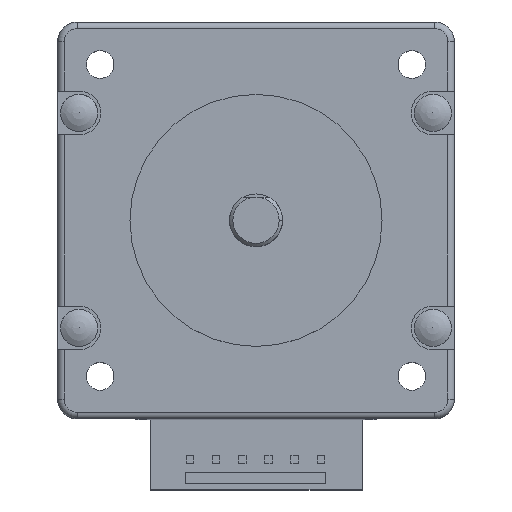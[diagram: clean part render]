
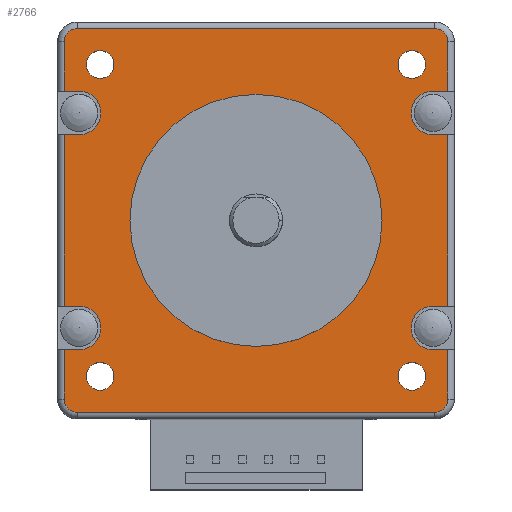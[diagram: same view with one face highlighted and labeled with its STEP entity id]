
A CAD part, top view. The second image highlights one B-rep face of the part: STEP entity #2766.
In plain terms, the highlighted planar face has unit normal (0, 0, 1).
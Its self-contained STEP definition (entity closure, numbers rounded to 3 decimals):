
#95=FACE_BOUND('',#365,.T.);
#96=FACE_BOUND('',#366,.T.);
#97=FACE_BOUND('',#367,.T.);
#98=FACE_BOUND('',#368,.T.);
#99=FACE_BOUND('',#369,.T.);
#119=PLANE('',#2962);
#202=FACE_OUTER_BOUND('',#364,.T.);
#364=EDGE_LOOP('',(#1952,#1953,#1954,#1955,#1956,#1957,#1958,#1959,#1960,
#1961,#1962,#1963,#1964,#1965,#1966,#1967,#1968,#1969,#1970,#1971,#1972,
#1973,#1974,#1975));
#365=EDGE_LOOP('',(#1976,#1977));
#366=EDGE_LOOP('',(#1978,#1979));
#367=EDGE_LOOP('',(#1980,#1981));
#368=EDGE_LOOP('',(#1982,#1983));
#369=EDGE_LOOP('',(#1984,#1985));
#553=CIRCLE('',#2961,3.3);
#554=CIRCLE('',#2963,2.);
#555=CIRCLE('',#2964,2.);
#556=CIRCLE('',#2965,3.3);
#557=CIRCLE('',#2966,3.3);
#558=CIRCLE('',#2967,2.);
#559=CIRCLE('',#2968,2.);
#560=CIRCLE('',#2969,3.3);
#561=CIRCLE('',#2970,19.05);
#562=CIRCLE('',#2971,19.05);
#563=CIRCLE('',#2972,2.1);
#564=CIRCLE('',#2973,2.1);
#565=CIRCLE('',#2974,2.1);
#566=CIRCLE('',#2975,2.1);
#567=CIRCLE('',#2976,2.1);
#568=CIRCLE('',#2977,2.1);
#569=CIRCLE('',#2978,2.1);
#570=CIRCLE('',#2979,2.1);
#707=LINE('',#4227,#969);
#708=LINE('',#4229,#970);
#709=LINE('',#4233,#971);
#710=LINE('',#4237,#972);
#711=LINE('',#4239,#973);
#712=LINE('',#4243,#974);
#713=LINE('',#4245,#975);
#714=LINE('',#4247,#976);
#715=LINE('',#4251,#977);
#716=LINE('',#4253,#978);
#717=LINE('',#4257,#979);
#718=LINE('',#4261,#980);
#719=LINE('',#4263,#981);
#720=LINE('',#4267,#982);
#721=LINE('',#4269,#983);
#722=LINE('',#4270,#984);
#969=VECTOR('',#3318,2.25);
#970=VECTOR('',#3319,7.45);
#971=VECTOR('',#3322,54.);
#972=VECTOR('',#3325,7.45);
#973=VECTOR('',#3326,2.25);
#974=VECTOR('',#3329,2.25);
#975=VECTOR('',#3330,25.9);
#976=VECTOR('',#3331,2.25);
#977=VECTOR('',#3334,2.25);
#978=VECTOR('',#3335,7.45);
#979=VECTOR('',#3338,54.);
#980=VECTOR('',#3341,7.45);
#981=VECTOR('',#3342,2.25);
#982=VECTOR('',#3345,2.25);
#983=VECTOR('',#3346,25.9);
#984=VECTOR('',#3347,2.25);
#1247=VERTEX_POINT('',#4220);
#1248=VERTEX_POINT('',#4221);
#1249=VERTEX_POINT('',#4226);
#1250=VERTEX_POINT('',#4228);
#1251=VERTEX_POINT('',#4230);
#1252=VERTEX_POINT('',#4232);
#1253=VERTEX_POINT('',#4234);
#1254=VERTEX_POINT('',#4236);
#1255=VERTEX_POINT('',#4238);
#1256=VERTEX_POINT('',#4240);
#1257=VERTEX_POINT('',#4242);
#1258=VERTEX_POINT('',#4244);
#1259=VERTEX_POINT('',#4246);
#1260=VERTEX_POINT('',#4248);
#1261=VERTEX_POINT('',#4250);
#1262=VERTEX_POINT('',#4252);
#1263=VERTEX_POINT('',#4254);
#1264=VERTEX_POINT('',#4256);
#1265=VERTEX_POINT('',#4258);
#1266=VERTEX_POINT('',#4260);
#1267=VERTEX_POINT('',#4262);
#1268=VERTEX_POINT('',#4264);
#1269=VERTEX_POINT('',#4266);
#1270=VERTEX_POINT('',#4268);
#1271=VERTEX_POINT('',#4271);
#1272=VERTEX_POINT('',#4272);
#1273=VERTEX_POINT('',#4275);
#1274=VERTEX_POINT('',#4276);
#1275=VERTEX_POINT('',#4279);
#1276=VERTEX_POINT('',#4280);
#1277=VERTEX_POINT('',#4283);
#1278=VERTEX_POINT('',#4284);
#1279=VERTEX_POINT('',#4287);
#1280=VERTEX_POINT('',#4288);
#1527=EDGE_CURVE('',#1247,#1248,#553,.T.);
#1530=EDGE_CURVE('',#1249,#1248,#707,.T.);
#1531=EDGE_CURVE('',#1249,#1250,#708,.T.);
#1532=EDGE_CURVE('',#1250,#1251,#554,.T.);
#1533=EDGE_CURVE('',#1251,#1252,#709,.T.);
#1534=EDGE_CURVE('',#1252,#1253,#555,.T.);
#1535=EDGE_CURVE('',#1253,#1254,#710,.T.);
#1536=EDGE_CURVE('',#1254,#1255,#711,.T.);
#1537=EDGE_CURVE('',#1256,#1255,#556,.T.);
#1538=EDGE_CURVE('',#1257,#1256,#712,.T.);
#1539=EDGE_CURVE('',#1257,#1258,#713,.T.);
#1540=EDGE_CURVE('',#1258,#1259,#714,.T.);
#1541=EDGE_CURVE('',#1259,#1260,#557,.T.);
#1542=EDGE_CURVE('',#1261,#1260,#715,.T.);
#1543=EDGE_CURVE('',#1261,#1262,#716,.T.);
#1544=EDGE_CURVE('',#1262,#1263,#558,.T.);
#1545=EDGE_CURVE('',#1263,#1264,#717,.T.);
#1546=EDGE_CURVE('',#1264,#1265,#559,.T.);
#1547=EDGE_CURVE('',#1265,#1266,#718,.T.);
#1548=EDGE_CURVE('',#1266,#1267,#719,.T.);
#1549=EDGE_CURVE('',#1268,#1267,#560,.T.);
#1550=EDGE_CURVE('',#1269,#1268,#720,.T.);
#1551=EDGE_CURVE('',#1269,#1270,#721,.T.);
#1552=EDGE_CURVE('',#1270,#1247,#722,.T.);
#1553=EDGE_CURVE('',#1271,#1272,#561,.T.);
#1554=EDGE_CURVE('',#1272,#1271,#562,.T.);
#1555=EDGE_CURVE('',#1273,#1274,#563,.T.);
#1556=EDGE_CURVE('',#1274,#1273,#564,.T.);
#1557=EDGE_CURVE('',#1275,#1276,#565,.T.);
#1558=EDGE_CURVE('',#1276,#1275,#566,.T.);
#1559=EDGE_CURVE('',#1277,#1278,#567,.T.);
#1560=EDGE_CURVE('',#1278,#1277,#568,.T.);
#1561=EDGE_CURVE('',#1279,#1280,#569,.T.);
#1562=EDGE_CURVE('',#1280,#1279,#570,.T.);
#1952=ORIENTED_EDGE('',*,*,#1527,.T.);
#1953=ORIENTED_EDGE('',*,*,#1530,.F.);
#1954=ORIENTED_EDGE('',*,*,#1531,.T.);
#1955=ORIENTED_EDGE('',*,*,#1532,.T.);
#1956=ORIENTED_EDGE('',*,*,#1533,.T.);
#1957=ORIENTED_EDGE('',*,*,#1534,.T.);
#1958=ORIENTED_EDGE('',*,*,#1535,.T.);
#1959=ORIENTED_EDGE('',*,*,#1536,.T.);
#1960=ORIENTED_EDGE('',*,*,#1537,.F.);
#1961=ORIENTED_EDGE('',*,*,#1538,.F.);
#1962=ORIENTED_EDGE('',*,*,#1539,.T.);
#1963=ORIENTED_EDGE('',*,*,#1540,.T.);
#1964=ORIENTED_EDGE('',*,*,#1541,.T.);
#1965=ORIENTED_EDGE('',*,*,#1542,.F.);
#1966=ORIENTED_EDGE('',*,*,#1543,.T.);
#1967=ORIENTED_EDGE('',*,*,#1544,.T.);
#1968=ORIENTED_EDGE('',*,*,#1545,.T.);
#1969=ORIENTED_EDGE('',*,*,#1546,.T.);
#1970=ORIENTED_EDGE('',*,*,#1547,.T.);
#1971=ORIENTED_EDGE('',*,*,#1548,.T.);
#1972=ORIENTED_EDGE('',*,*,#1549,.F.);
#1973=ORIENTED_EDGE('',*,*,#1550,.F.);
#1974=ORIENTED_EDGE('',*,*,#1551,.T.);
#1975=ORIENTED_EDGE('',*,*,#1552,.T.);
#1976=ORIENTED_EDGE('',*,*,#1553,.F.);
#1977=ORIENTED_EDGE('',*,*,#1554,.F.);
#1978=ORIENTED_EDGE('',*,*,#1555,.F.);
#1979=ORIENTED_EDGE('',*,*,#1556,.F.);
#1980=ORIENTED_EDGE('',*,*,#1557,.F.);
#1981=ORIENTED_EDGE('',*,*,#1558,.F.);
#1982=ORIENTED_EDGE('',*,*,#1559,.F.);
#1983=ORIENTED_EDGE('',*,*,#1560,.F.);
#1984=ORIENTED_EDGE('',*,*,#1561,.F.);
#1985=ORIENTED_EDGE('',*,*,#1562,.F.);
#2766=ADVANCED_FACE('',(#202,#95,#96,#97,#98,#99),#119,.F.);
#2961=AXIS2_PLACEMENT_3D('',#4222,#3312,#3313);
#2962=AXIS2_PLACEMENT_3D('',#4225,#3316,#3317);
#2963=AXIS2_PLACEMENT_3D('',#4231,#3320,#3321);
#2964=AXIS2_PLACEMENT_3D('',#4235,#3323,#3324);
#2965=AXIS2_PLACEMENT_3D('',#4241,#3327,#3328);
#2966=AXIS2_PLACEMENT_3D('',#4249,#3332,#3333);
#2967=AXIS2_PLACEMENT_3D('',#4255,#3336,#3337);
#2968=AXIS2_PLACEMENT_3D('',#4259,#3339,#3340);
#2969=AXIS2_PLACEMENT_3D('',#4265,#3343,#3344);
#2970=AXIS2_PLACEMENT_3D('',#4273,#3348,#3349);
#2971=AXIS2_PLACEMENT_3D('',#4274,#3350,#3351);
#2972=AXIS2_PLACEMENT_3D('',#4277,#3352,#3353);
#2973=AXIS2_PLACEMENT_3D('',#4278,#3354,#3355);
#2974=AXIS2_PLACEMENT_3D('',#4281,#3356,#3357);
#2975=AXIS2_PLACEMENT_3D('',#4282,#3358,#3359);
#2976=AXIS2_PLACEMENT_3D('',#4285,#3360,#3361);
#2977=AXIS2_PLACEMENT_3D('',#4286,#3362,#3363);
#2978=AXIS2_PLACEMENT_3D('',#4289,#3364,#3365);
#2979=AXIS2_PLACEMENT_3D('',#4290,#3366,#3367);
#3312=DIRECTION('center_axis',(0.,0.,-1.));
#3313=DIRECTION('ref_axis',(0.,-1.,0.));
#3316=DIRECTION('center_axis',(0.,0.,-1.));
#3317=DIRECTION('ref_axis',(0.,1.,0.));
#3318=DIRECTION('',(-1.,0.,0.));
#3319=DIRECTION('',(0.,1.,0.));
#3320=DIRECTION('center_axis',(0.,0.,1.));
#3321=DIRECTION('ref_axis',(1.,0.,0.));
#3322=DIRECTION('',(-1.,0.,0.));
#3323=DIRECTION('center_axis',(0.,0.,1.));
#3324=DIRECTION('ref_axis',(0.,1.,0.));
#3325=DIRECTION('',(0.,-1.,0.));
#3326=DIRECTION('',(1.,0.,0.));
#3327=DIRECTION('center_axis',(0.,0.,1.));
#3328=DIRECTION('ref_axis',(0.,-1.,0.));
#3329=DIRECTION('',(1.,0.,0.));
#3330=DIRECTION('',(0.,-1.,0.));
#3331=DIRECTION('',(1.,0.,0.));
#3332=DIRECTION('center_axis',(0.,0.,-1.));
#3333=DIRECTION('ref_axis',(0.,1.,0.));
#3334=DIRECTION('',(1.,0.,0.));
#3335=DIRECTION('',(0.,-1.,0.));
#3336=DIRECTION('center_axis',(0.,0.,1.));
#3337=DIRECTION('ref_axis',(-1.,0.,0.));
#3338=DIRECTION('',(1.,0.,0.));
#3339=DIRECTION('center_axis',(0.,0.,1.));
#3340=DIRECTION('ref_axis',(0.,-1.,0.));
#3341=DIRECTION('',(0.,1.,0.));
#3342=DIRECTION('',(-1.,0.,0.));
#3343=DIRECTION('center_axis',(0.,0.,1.));
#3344=DIRECTION('ref_axis',(0.,1.,0.));
#3345=DIRECTION('',(-1.,0.,0.));
#3346=DIRECTION('',(0.,1.,0.));
#3347=DIRECTION('',(-1.,0.,0.));
#3348=DIRECTION('center_axis',(0.,0.,1.));
#3349=DIRECTION('ref_axis',(-1.,0.,0.));
#3350=DIRECTION('center_axis',(0.,0.,1.));
#3351=DIRECTION('ref_axis',(-1.,0.,0.));
#3352=DIRECTION('center_axis',(0.,0.,1.));
#3353=DIRECTION('ref_axis',(-1.,0.,0.));
#3354=DIRECTION('center_axis',(0.,0.,1.));
#3355=DIRECTION('ref_axis',(-1.,0.,0.));
#3356=DIRECTION('center_axis',(0.,0.,1.));
#3357=DIRECTION('ref_axis',(0.,-1.,0.));
#3358=DIRECTION('center_axis',(0.,0.,1.));
#3359=DIRECTION('ref_axis',(0.,-1.,0.));
#3360=DIRECTION('center_axis',(0.,0.,1.));
#3361=DIRECTION('ref_axis',(1.,0.,0.));
#3362=DIRECTION('center_axis',(0.,0.,1.));
#3363=DIRECTION('ref_axis',(1.,0.,0.));
#3364=DIRECTION('center_axis',(0.,0.,1.));
#3365=DIRECTION('ref_axis',(0.,1.,0.));
#3366=DIRECTION('center_axis',(0.,0.,1.));
#3367=DIRECTION('ref_axis',(0.,1.,0.));
#4220=CARTESIAN_POINT('',(26.75,12.95,88.));
#4221=CARTESIAN_POINT('',(26.75,19.55,88.));
#4222=CARTESIAN_POINT('Origin',(26.75,16.25,88.));
#4225=CARTESIAN_POINT('Origin',(0.,0.,88.));
#4226=CARTESIAN_POINT('',(29.,19.55,88.));
#4227=CARTESIAN_POINT('',(29.,19.55,88.));
#4228=CARTESIAN_POINT('',(29.,27.,88.));
#4229=CARTESIAN_POINT('',(29.,19.55,88.));
#4230=CARTESIAN_POINT('',(27.,29.,88.));
#4231=CARTESIAN_POINT('Origin',(27.,27.,88.));
#4232=CARTESIAN_POINT('',(-27.,29.,88.));
#4233=CARTESIAN_POINT('',(27.,29.,88.));
#4234=CARTESIAN_POINT('',(-29.,27.,88.));
#4235=CARTESIAN_POINT('Origin',(-27.,27.,88.));
#4236=CARTESIAN_POINT('',(-29.,19.55,88.));
#4237=CARTESIAN_POINT('',(-29.,27.,88.));
#4238=CARTESIAN_POINT('',(-26.75,19.55,88.));
#4239=CARTESIAN_POINT('',(-29.,19.55,88.));
#4240=CARTESIAN_POINT('',(-26.75,12.95,88.));
#4241=CARTESIAN_POINT('Origin',(-26.75,16.25,88.));
#4242=CARTESIAN_POINT('',(-29.,12.95,88.));
#4243=CARTESIAN_POINT('',(-29.,12.95,88.));
#4244=CARTESIAN_POINT('',(-29.,-12.95,88.));
#4245=CARTESIAN_POINT('',(-29.,12.95,88.));
#4246=CARTESIAN_POINT('',(-26.75,-12.95,88.));
#4247=CARTESIAN_POINT('',(-29.,-12.95,88.));
#4248=CARTESIAN_POINT('',(-26.75,-19.55,88.));
#4249=CARTESIAN_POINT('Origin',(-26.75,-16.25,88.));
#4250=CARTESIAN_POINT('',(-29.,-19.55,88.));
#4251=CARTESIAN_POINT('',(-29.,-19.55,88.));
#4252=CARTESIAN_POINT('',(-29.,-27.,88.));
#4253=CARTESIAN_POINT('',(-29.,-19.55,88.));
#4254=CARTESIAN_POINT('',(-27.,-29.,88.));
#4255=CARTESIAN_POINT('Origin',(-27.,-27.,88.));
#4256=CARTESIAN_POINT('',(27.,-29.,88.));
#4257=CARTESIAN_POINT('',(-27.,-29.,88.));
#4258=CARTESIAN_POINT('',(29.,-27.,88.));
#4259=CARTESIAN_POINT('Origin',(27.,-27.,88.));
#4260=CARTESIAN_POINT('',(29.,-19.55,88.));
#4261=CARTESIAN_POINT('',(29.,-27.,88.));
#4262=CARTESIAN_POINT('',(26.75,-19.55,88.));
#4263=CARTESIAN_POINT('',(29.,-19.55,88.));
#4264=CARTESIAN_POINT('',(26.75,-12.95,88.));
#4265=CARTESIAN_POINT('Origin',(26.75,-16.25,88.));
#4266=CARTESIAN_POINT('',(29.,-12.95,88.));
#4267=CARTESIAN_POINT('',(29.,-12.95,88.));
#4268=CARTESIAN_POINT('',(29.,12.95,88.));
#4269=CARTESIAN_POINT('',(29.,-12.95,88.));
#4270=CARTESIAN_POINT('',(29.,12.95,88.));
#4271=CARTESIAN_POINT('',(-19.05,0.,88.));
#4272=CARTESIAN_POINT('',(19.05,0.,88.));
#4273=CARTESIAN_POINT('Origin',(0.,0.,88.));
#4274=CARTESIAN_POINT('Origin',(0.,0.,88.));
#4275=CARTESIAN_POINT('',(-25.67,23.57,88.));
#4276=CARTESIAN_POINT('',(-21.47,23.57,88.));
#4277=CARTESIAN_POINT('Origin',(-23.57,23.57,88.));
#4278=CARTESIAN_POINT('Origin',(-23.57,23.57,88.));
#4279=CARTESIAN_POINT('',(-23.57,-25.67,88.));
#4280=CARTESIAN_POINT('',(-23.57,-21.47,88.));
#4281=CARTESIAN_POINT('Origin',(-23.57,-23.57,88.));
#4282=CARTESIAN_POINT('Origin',(-23.57,-23.57,88.));
#4283=CARTESIAN_POINT('',(25.67,-23.57,88.));
#4284=CARTESIAN_POINT('',(21.47,-23.57,88.));
#4285=CARTESIAN_POINT('Origin',(23.57,-23.57,88.));
#4286=CARTESIAN_POINT('Origin',(23.57,-23.57,88.));
#4287=CARTESIAN_POINT('',(23.57,25.67,88.));
#4288=CARTESIAN_POINT('',(23.57,21.47,88.));
#4289=CARTESIAN_POINT('Origin',(23.57,23.57,88.));
#4290=CARTESIAN_POINT('Origin',(23.57,23.57,88.));
